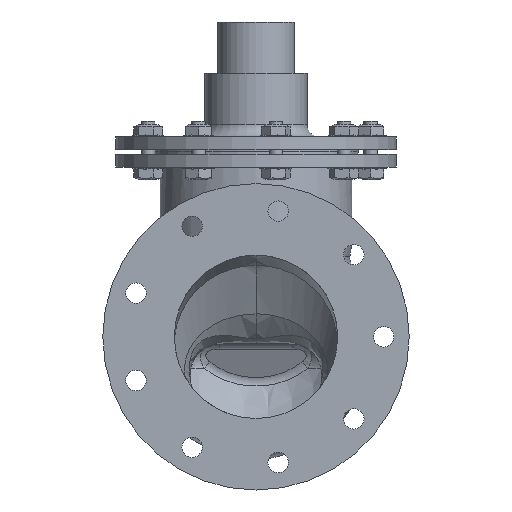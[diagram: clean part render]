
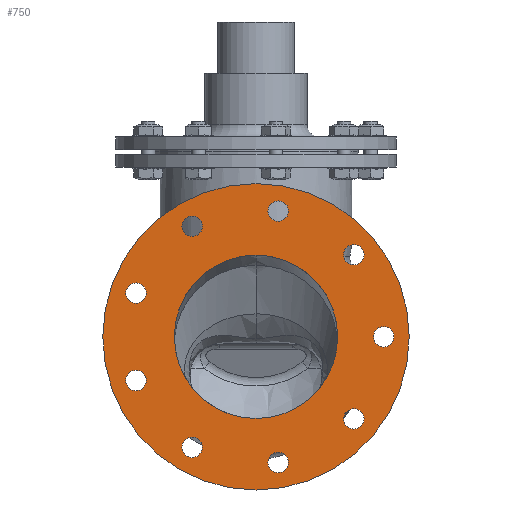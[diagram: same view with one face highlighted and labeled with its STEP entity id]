
A CAD part, front view. The second image highlights one B-rep face of the part: STEP entity #750.
In plain terms, the highlighted planar face has unit normal (0, -1, 0).
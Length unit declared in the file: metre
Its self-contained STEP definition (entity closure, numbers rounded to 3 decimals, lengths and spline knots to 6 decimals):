
#750 = ADVANCED_FACE( '', ( #1352, #1353, #1354, #1355, #1356, #1357, #1358, #1359, #1360, #1361, #1362 ), #1363, .F. );
#1352 = FACE_BOUND( '', #11629, .T. );
#1353 = FACE_BOUND( '', #11630, .T. );
#1354 = FACE_BOUND( '', #11631, .T. );
#1355 = FACE_BOUND( '', #11632, .T. );
#1356 = FACE_BOUND( '', #11633, .T. );
#1357 = FACE_BOUND( '', #11634, .T. );
#1358 = FACE_BOUND( '', #11635, .T. );
#1359 = FACE_BOUND( '', #11636, .T. );
#1360 = FACE_BOUND( '', #11637, .T. );
#1361 = FACE_BOUND( '', #11638, .T. );
#1362 = FACE_OUTER_BOUND( '', #11639, .T. );
#1363 = PLANE( '', #11640 );
#11629 = EDGE_LOOP( '', ( #24793 ) );
#11630 = EDGE_LOOP( '', ( #24794 ) );
#11631 = EDGE_LOOP( '', ( #24795 ) );
#11632 = EDGE_LOOP( '', ( #24796 ) );
#11633 = EDGE_LOOP( '', ( #24797 ) );
#11634 = EDGE_LOOP( '', ( #24798 ) );
#11635 = EDGE_LOOP( '', ( #24799 ) );
#11636 = EDGE_LOOP( '', ( #24800 ) );
#11637 = EDGE_LOOP( '', ( #24801 ) );
#11638 = EDGE_LOOP( '', ( #24802 ) );
#11639 = EDGE_LOOP( '', ( #24803 ) );
#11640 = AXIS2_PLACEMENT_3D( '', #24804, #24805, #24806 );
#24793 = ORIENTED_EDGE( '', *, *, #26803, .T. );
#24794 = ORIENTED_EDGE( '', *, *, #26801, .T. );
#24795 = ORIENTED_EDGE( '', *, *, #26799, .T. );
#24796 = ORIENTED_EDGE( '', *, *, #26797, .T. );
#24797 = ORIENTED_EDGE( '', *, *, #26795, .T. );
#24798 = ORIENTED_EDGE( '', *, *, #26793, .T. );
#24799 = ORIENTED_EDGE( '', *, *, #26791, .T. );
#24800 = ORIENTED_EDGE( '', *, *, #26789, .T. );
#24801 = ORIENTED_EDGE( '', *, *, #27042, .T. );
#24802 = ORIENTED_EDGE( '', *, *, #27043, .F. );
#24803 = ORIENTED_EDGE( '', *, *, #27010, .T. );
#24804 = CARTESIAN_POINT( '', ( 0., -0.11, 0.032 ) );
#24805 = DIRECTION( '', ( 0., 1., 0. ) );
#24806 = DIRECTION( '', ( 0., 0., 1. ) );
#26789 = EDGE_CURVE( '', #27600, #27600, #27601, .T. );
#26791 = EDGE_CURVE( '', #27604, #27604, #27605, .T. );
#26793 = EDGE_CURVE( '', #27608, #27608, #27609, .T. );
#26795 = EDGE_CURVE( '', #27612, #27612, #27613, .T. );
#26797 = EDGE_CURVE( '', #27616, #27616, #27617, .T. );
#26799 = EDGE_CURVE( '', #27620, #27620, #27621, .T. );
#26801 = EDGE_CURVE( '', #27624, #27624, #27625, .T. );
#26803 = EDGE_CURVE( '', #27628, #27628, #27629, .T. );
#27010 = EDGE_CURVE( '', #27980, #27980, #27981, .T. );
#27042 = EDGE_CURVE( '', #28019, #28019, #28020, .T. );
#27043 = EDGE_CURVE( '', #28021, #28021, #28022, .T. );
#27600 = VERTEX_POINT( '', #29612 );
#27601 = CIRCLE( '', #29613, 0.004 );
#27604 = VERTEX_POINT( '', #29616 );
#27605 = CIRCLE( '', #29617, 0.004 );
#27608 = VERTEX_POINT( '', #29620 );
#27609 = CIRCLE( '', #29621, 0.004 );
#27612 = VERTEX_POINT( '', #29624 );
#27613 = CIRCLE( '', #29625, 0.004 );
#27616 = VERTEX_POINT( '', #29628 );
#27617 = CIRCLE( '', #29629, 0.004 );
#27620 = VERTEX_POINT( '', #29632 );
#27621 = CIRCLE( '', #29633, 0.004 );
#27624 = VERTEX_POINT( '', #29636 );
#27625 = CIRCLE( '', #29637, 0.004 );
#27628 = VERTEX_POINT( '', #29640 );
#27629 = CIRCLE( '', #29641, 0.004 );
#27980 = VERTEX_POINT( '', #33627 );
#27981 = CIRCLE( '', #33628, 0.06 );
#28019 = VERTEX_POINT( '', #34407 );
#28020 = CIRCLE( '', #34408, 0.004 );
#28021 = VERTEX_POINT( '', #34409 );
#28022 = CIRCLE( '', #34410, 0.032 );
#29612 = CARTESIAN_POINT( '', ( 0.040873, -0.11, -0.029075 ) );
#29613 = AXIS2_PLACEMENT_3D( '', #38047, #38048, #38049 );
#29616 = CARTESIAN_POINT( '', ( 0.012622, -0.11, -0.048546 ) );
#29617 = AXIS2_PLACEMENT_3D( '', #38053, #38054, #38055 );
#29620 = CARTESIAN_POINT( '', ( -0.021536, -0.11, -0.045301 ) );
#29621 = AXIS2_PLACEMENT_3D( '', #38059, #38060, #38061 );
#29624 = CARTESIAN_POINT( '', ( -0.045617, -0.11, -0.02086 ) );
#29625 = AXIS2_PLACEMENT_3D( '', #38065, #38066, #38067 );
#29628 = CARTESIAN_POINT( '', ( -0.048353, -0.11, 0.013342 ) );
#29629 = AXIS2_PLACEMENT_3D( '', #38071, #38072, #38073 );
#29632 = CARTESIAN_POINT( '', ( -0.028464, -0.11, 0.041301 ) );
#29633 = AXIS2_PLACEMENT_3D( '', #38077, #38078, #38079 );
#29636 = CARTESIAN_POINT( '', ( 0.004743, -0.11, 0.049935 ) );
#29637 = AXIS2_PLACEMENT_3D( '', #38083, #38084, #38085 );
#29640 = CARTESIAN_POINT( '', ( 0.035731, -0.11, 0.035204 ) );
#29641 = AXIS2_PLACEMENT_3D( '', #38089, #38090, #38091 );
#33627 = CARTESIAN_POINT( '', ( 0., -0.11, -0.06 ) );
#33628 = AXIS2_PLACEMENT_3D( '', #38377, #38378, #38379 );
#34407 = CARTESIAN_POINT( '', ( 0.05, -0.11, 0.004 ) );
#34408 = AXIS2_PLACEMENT_3D( '', #38401, #38402, #38403 );
#34409 = CARTESIAN_POINT( '', ( 0., -0.11, -0.032 ) );
#34410 = AXIS2_PLACEMENT_3D( '', #38404, #38405, #38406 );
#38047 = CARTESIAN_POINT( '', ( 0.038302, -0.11, -0.032139 ) );
#38048 = DIRECTION( '', ( 0., 1., 0. ) );
#38049 = DIRECTION( '', ( 0.643, 0., 0.766 ) );
#38053 = CARTESIAN_POINT( '', ( 0.008682, -0.11, -0.04924 ) );
#38054 = DIRECTION( '', ( 0., 1., 0. ) );
#38055 = DIRECTION( '', ( 0.985, 0., 0.174 ) );
#38059 = CARTESIAN_POINT( '', ( -0.025, -0.11, -0.043301 ) );
#38060 = DIRECTION( '', ( 0., 1., 0. ) );
#38061 = DIRECTION( '', ( 0.866, 0., -0.5 ) );
#38065 = CARTESIAN_POINT( '', ( -0.046985, -0.11, -0.017101 ) );
#38066 = DIRECTION( '', ( 0., 1., 0. ) );
#38067 = DIRECTION( '', ( 0.342, 0., -0.94 ) );
#38071 = CARTESIAN_POINT( '', ( -0.046985, -0.11, 0.017101 ) );
#38072 = DIRECTION( '', ( 0., 1., 0. ) );
#38073 = DIRECTION( '', ( -0.342, 0., -0.94 ) );
#38077 = CARTESIAN_POINT( '', ( -0.025, -0.11, 0.043301 ) );
#38078 = DIRECTION( '', ( 0., 1., 0. ) );
#38079 = DIRECTION( '', ( -0.866, 0., -0.5 ) );
#38083 = CARTESIAN_POINT( '', ( 0.008682, -0.11, 0.04924 ) );
#38084 = DIRECTION( '', ( 0., 1., 0. ) );
#38085 = DIRECTION( '', ( -0.985, 0., 0.174 ) );
#38089 = CARTESIAN_POINT( '', ( 0.038302, -0.11, 0.032139 ) );
#38090 = DIRECTION( '', ( 0., 1., 0. ) );
#38091 = DIRECTION( '', ( -0.643, 0., 0.766 ) );
#38377 = CARTESIAN_POINT( '', ( 0., -0.11, 0. ) );
#38378 = DIRECTION( '', ( 0., -1., 0. ) );
#38379 = DIRECTION( '', ( 0., 0., -1. ) );
#38401 = CARTESIAN_POINT( '', ( 0.05, -0.11, 0. ) );
#38402 = DIRECTION( '', ( 0., 1., 0. ) );
#38403 = DIRECTION( '', ( 0., 0., 1. ) );
#38404 = CARTESIAN_POINT( '', ( 0., -0.11, 0. ) );
#38405 = DIRECTION( '', ( 0., -1., 0. ) );
#38406 = DIRECTION( '', ( 0., 0., -1. ) );
